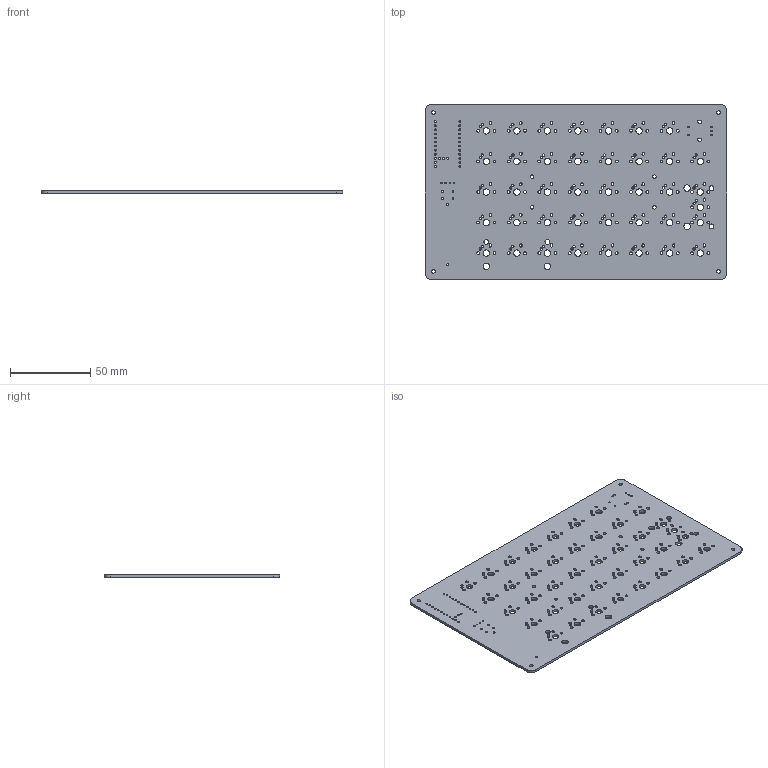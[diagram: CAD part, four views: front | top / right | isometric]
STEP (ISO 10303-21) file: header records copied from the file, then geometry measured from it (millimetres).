
FILE_DESCRIPTION(('KiCad electronic assembly'),'2;1');
FILE_NAME('Keyboard Right Hand Side.step','2022-02-19T04:35:13',( 'Pcbnew'),('Kicad'),'Open CASCADE STEP processor 7.5', 'KiCad to STEP converter','Unknown');
FILE_SCHEMA(('AUTOMOTIVE_DESIGN { 1 0 10303 214 1 1 1 1 }'));
Length unit declared in the file: millimetre
Products named in the file (2): Keyboard Right Hand Side 1; Keyboard Right Hand Side PCB
Assembly tree (1 placements, depth 2):
  Keyboard Right Hand Side 1
    Keyboard Right Hand Side PCB
Bounding box: 187.96 x 109.22 x 1.6 mm (x, y, z)
Volume: 31090.3 mm3; surface area: 42751.3 mm2
Topology: 1 solids, 1 shells, 436 faces, 1302 edges, 868 vertices
Faces by surface type: cylinder 426, plane 10
Full cylindrical faces by diameter (mm): 0.813 x4, 1 x5, 1.092 x27, 1.1 x4, 1.4 x2, 1.47 x80, 1.75 x80, 2.2 x8, 3.048 x4, 3.988 x44
Entity records: 35767 total; most frequent: CARTESIAN_POINT 10484, DIRECTION 4622, ORIENTED_EDGE 2604, PCURVE 2604, DEFINITIONAL_REPRESENTATION 2604, LINE 2042, VECTOR 2042, EDGE_CURVE 1302
